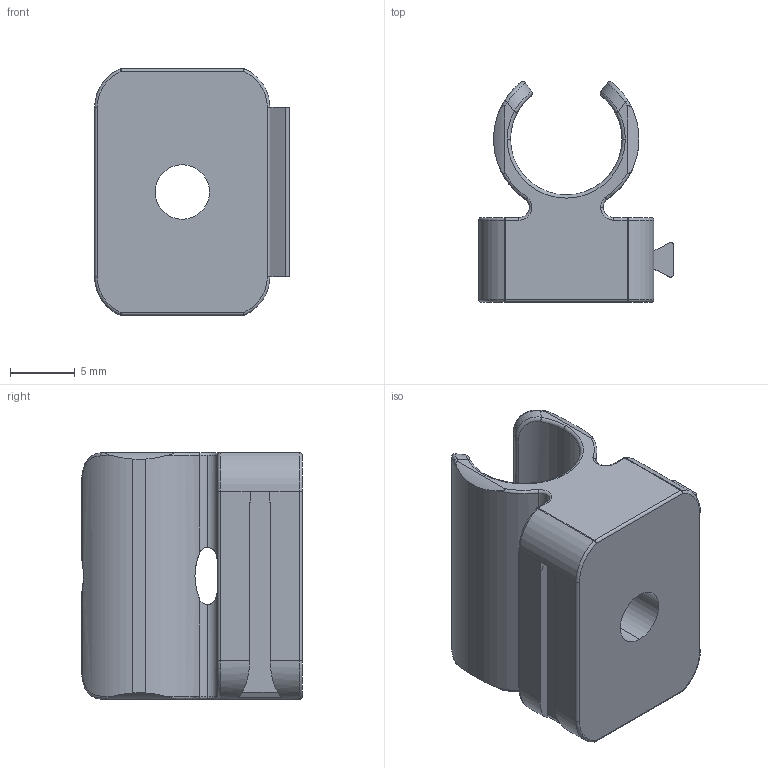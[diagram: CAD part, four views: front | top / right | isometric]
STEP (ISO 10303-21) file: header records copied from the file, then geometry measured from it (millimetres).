
FILE_DESCRIPTION (( 'STEP AP214' ), '1' );
FILE_NAME ('3014-102 .STEP', '2019-02-05T09:12:54', ( 'Windows-Benutzer' ), ( '' ), 'SwSTEP 2.0', 'SolidWorks 2017', '' );
FILE_SCHEMA (( 'AUTOMOTIVE_DESIGN' ));
Length unit declared in the file: millimetre
Products named in the file (2): 3014-102 
Bounding box: 15 x 16.98 x 19 mm (x, y, z)
Volume: 2024.5 mm3; surface area: 1981.9 mm2
Topology: 1 solids, 1 shells, 220 faces, 564 edges, 351 vertices
Faces by surface type: plane 95, cylinder 55, bspline 34, torus 28, sphere 8
Entity records: 11530 total; most frequent: CARTESIAN_POINT 3995, ORIENTED_EDGE 1120, DIRECTION 947, EDGE_CURVE 560, VERTEX_POINT 351, LINE 317, VECTOR 317, AXIS2_PLACEMENT_3D 315
